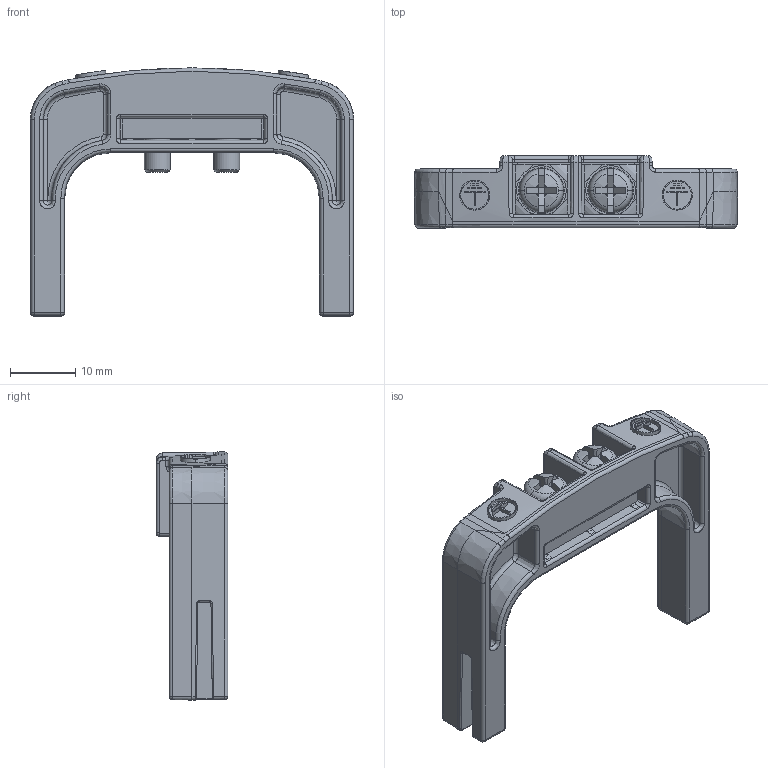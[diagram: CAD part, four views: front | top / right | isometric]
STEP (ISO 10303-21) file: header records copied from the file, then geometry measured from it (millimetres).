
FILE_DESCRIPTION((''),'2;1');
FILE_NAME('05-1112-0008_SCHUTZLEITERBUEGEL','2023-08-22T17:05:21',('Beil'),(''),'CREO PARAMETRIC BY PTC INC, 2019030','CREO PARAMETRIC BY PTC INC, 2019030','');
FILE_SCHEMA(('CONFIG_CONTROL_DESIGN','SHAPE_APPEARANCE_LAYERS_GROUPS'));
Length unit declared in the file: millimetre
Products named in the file (1): 05-1112-0008_SCHUTZLEITERBUEGEL
Bounding box: 49.5 x 11 x 38 mm (x, y, z)
Volume: 5325.9 mm3; surface area: 6127.9 mm2
Topology: 1 solids, 1 shells, 561 faces, 1327 edges, 788 vertices
Faces by surface type: plane 213, cylinder 140, bspline 100, torus 48, cone 46, sphere 14
Entity records: 25862 total; most frequent: CARTESIAN_POINT 8289, ORIENTED_EDGE 2638, DIRECTION 2296, PRESENTATION_STYLE_ASSIGNMENT 1440, STYLED_ITEM 1320, CURVE_STYLE 1319, EDGE_CURVE 1319, AXIS2_PLACEMENT_3D 832
